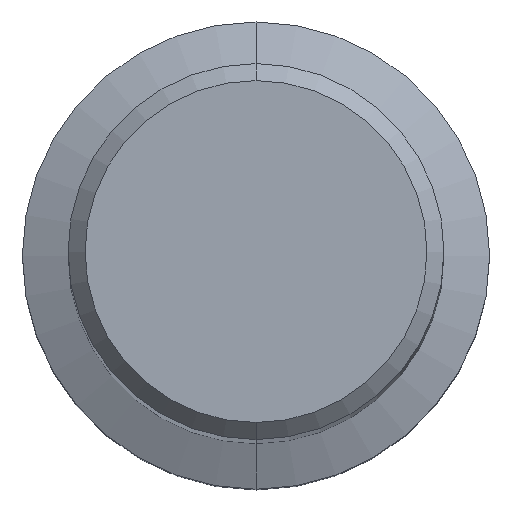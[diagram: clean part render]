
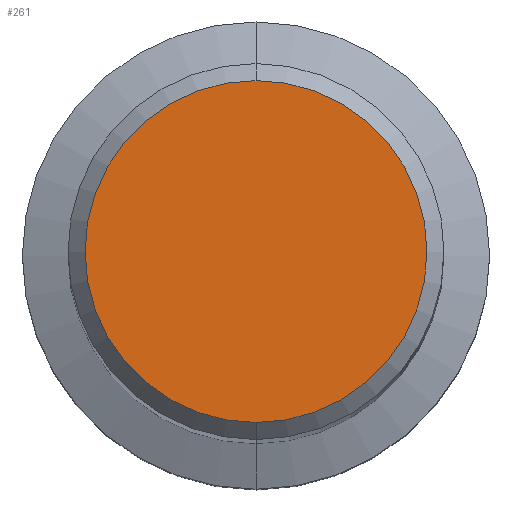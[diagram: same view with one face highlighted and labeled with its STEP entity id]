
A CAD part, top view. The second image highlights one B-rep face of the part: STEP entity #261.
In plain terms, the highlighted planar face has unit normal (0, 0, 1).
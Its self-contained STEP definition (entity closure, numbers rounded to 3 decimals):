
#243=EDGE_CURVE('',#467,#521,#604,.T.);
#261=ADVANCED_FACE('',(#623),#624,.T.);
#267=EDGE_CURVE('',#521,#467,#630,.T.);
#467=VERTEX_POINT('',#853);
#521=VERTEX_POINT('',#911);
#604=CIRCLE('',#1071,8.05);
#623=FACE_OUTER_BOUND('',#1096,.T.);
#624=PLANE('',#1097);
#630=CIRCLE('',#1104,8.05);
#853=CARTESIAN_POINT('',(0.,-8.05,0.0));
#911=CARTESIAN_POINT('',(0.0,8.05,0.0));
#1071=AXIS2_PLACEMENT_3D('',#1764,#1765,#1766);
#1096=EDGE_LOOP('',(#1780,#1781));
#1097=AXIS2_PLACEMENT_3D('',#1782,#1783,#1784);
#1104=AXIS2_PLACEMENT_3D('',#1785,#1786,#1787);
#1764=CARTESIAN_POINT('',(0.0,0.0,0.0));
#1765=DIRECTION('',(0.0,0.0,-1.0));
#1766=DIRECTION('',(0.0,1.0,0.0));
#1780=ORIENTED_EDGE('',*,*,#267,.F.);
#1781=ORIENTED_EDGE('',*,*,#243,.F.);
#1782=CARTESIAN_POINT('',(0.0,4.025,0.0));
#1783=DIRECTION('',(-0.0,0.0,1.0));
#1784=DIRECTION('',(0.0,-1.0,0.0));
#1785=CARTESIAN_POINT('',(0.0,0.0,0.0));
#1786=DIRECTION('',(0.0,0.0,-1.0));
#1787=DIRECTION('',(0.0,1.0,0.0));
